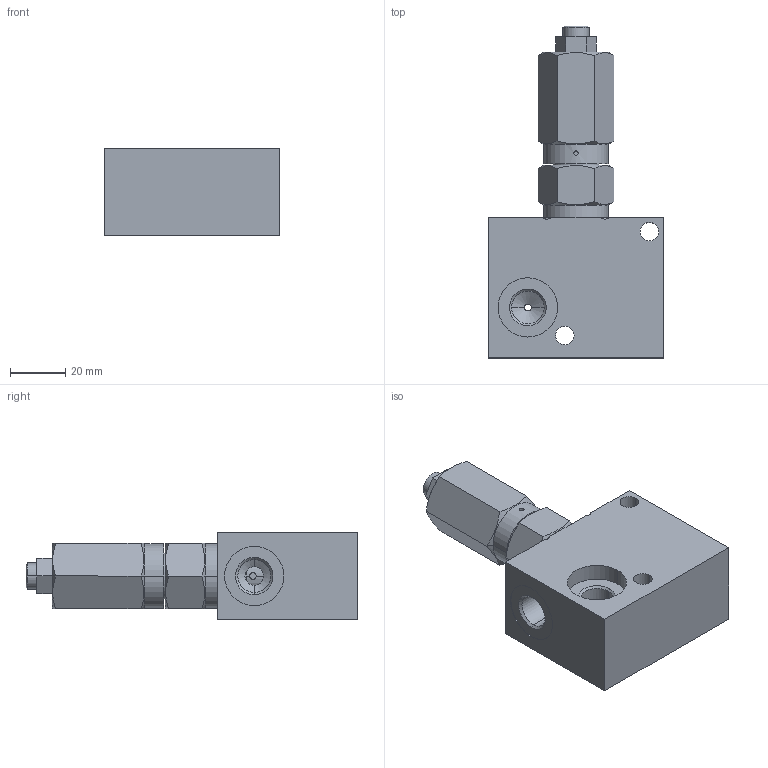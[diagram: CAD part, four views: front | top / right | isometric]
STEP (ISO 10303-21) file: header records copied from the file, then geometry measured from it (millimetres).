
FILE_DESCRIPTION((''),'2;1');
FILE_NAME('ILCM47044003','2014-07-07T',('dg'),(''),'PRO/ENGINEER BY PARAMETRIC TECHNOLOGY CORPORATION, 2013320','PRO/ENGINEER BY PARAMETRIC TECHNOLOGY CORPORATION, 2013320','');
FILE_SCHEMA(('CONFIG_CONTROL_DESIGN'));
Length unit declared in the file: millimetre
Products named in the file (1): ILCM47044003
Bounding box: 63.5 x 120.29 x 31.75 mm (x, y, z)
Volume: 117067.1 mm3; surface area: 26516.8 mm2
Topology: 1 solids, 1 shells, 174 faces, 410 edges, 252 vertices
Faces by surface type: cylinder 74, plane 58, cone 36, torus 6
Entity records: 5800 total; most frequent: CARTESIAN_POINT 1748, DIRECTION 844, ORIENTED_EDGE 820, EDGE_CURVE 410, AXIS2_PLACEMENT_3D 338, VERTEX_POINT 252, EDGE_LOOP 208, FACE_OUTER_BOUND 174
